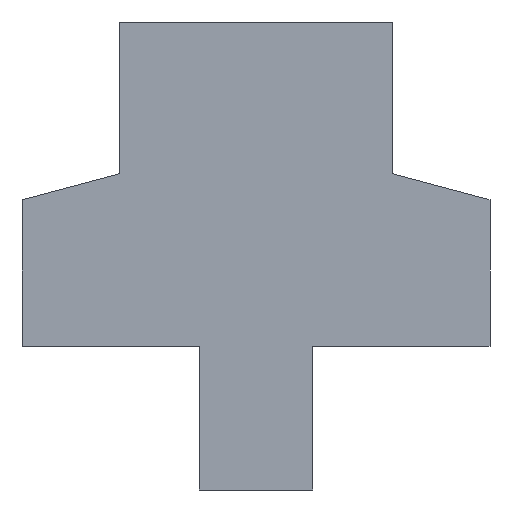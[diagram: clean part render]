
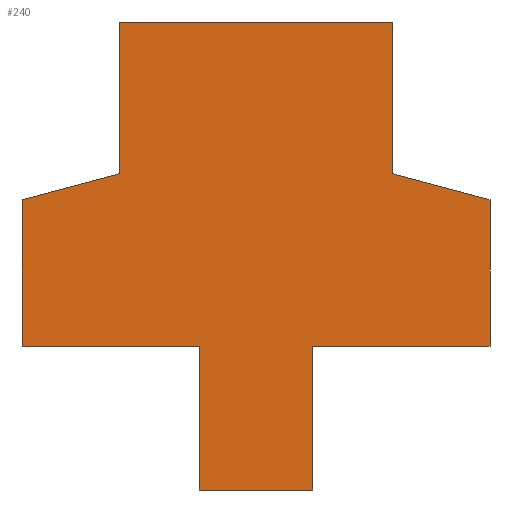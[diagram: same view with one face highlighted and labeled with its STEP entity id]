
A CAD part, left-side view. The second image highlights one B-rep face of the part: STEP entity #240.
In plain terms, the highlighted planar face has unit normal (-1, 0, 0).
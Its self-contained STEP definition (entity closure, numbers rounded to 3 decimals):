
#240 = ADVANCED_FACE( '', ( #588 ), #589, .F. );
#588 = FACE_OUTER_BOUND( '', #936, .T. );
#589 = PLANE( '', #937 );
#936 = EDGE_LOOP( '', ( #2313, #2314, #2315, #2316, #2317, #2318, #2319, #2320, #2321, #2322, #2323, #2324 ) );
#937 = AXIS2_PLACEMENT_3D( '', #2325, #2326, #2327 );
#2313 = ORIENTED_EDGE( '', *, *, #2742, .F. );
#2314 = ORIENTED_EDGE( '', *, *, #2760, .F. );
#2315 = ORIENTED_EDGE( '', *, *, #2762, .F. );
#2316 = ORIENTED_EDGE( '', *, *, #2763, .F. );
#2317 = ORIENTED_EDGE( '', *, *, #2745, .F. );
#2318 = ORIENTED_EDGE( '', *, *, #2765, .F. );
#2319 = ORIENTED_EDGE( '', *, *, #2767, .F. );
#2320 = ORIENTED_EDGE( '', *, *, #2768, .F. );
#2321 = ORIENTED_EDGE( '', *, *, #2757, .F. );
#2322 = ORIENTED_EDGE( '', *, *, #2770, .F. );
#2323 = ORIENTED_EDGE( '', *, *, #2772, .F. );
#2324 = ORIENTED_EDGE( '', *, *, #2773, .F. );
#2325 = CARTESIAN_POINT( '', ( 0., 0., 0. ) );
#2326 = DIRECTION( '', ( 1., 0., 0. ) );
#2327 = DIRECTION( '', ( 0., 0., -1. ) );
#2742 = EDGE_CURVE( '', #3466, #3468, #3469, .T. );
#2745 = EDGE_CURVE( '', #3473, #3474, #3475, .T. );
#2757 = EDGE_CURVE( '', #3492, #3494, #3495, .T. );
#2760 = EDGE_CURVE( '', #3497, #3466, #3499, .T. );
#2762 = EDGE_CURVE( '', #3500, #3497, #3502, .T. );
#2763 = EDGE_CURVE( '', #3474, #3500, #3503, .T. );
#2765 = EDGE_CURVE( '', #3504, #3473, #3506, .T. );
#2767 = EDGE_CURVE( '', #3507, #3504, #3509, .T. );
#2768 = EDGE_CURVE( '', #3494, #3507, #3510, .T. );
#2770 = EDGE_CURVE( '', #3511, #3492, #3513, .T. );
#2772 = EDGE_CURVE( '', #3514, #3511, #3516, .T. );
#2773 = EDGE_CURVE( '', #3468, #3514, #3517, .T. );
#3466 = VERTEX_POINT( '', #4585 );
#3468 = VERTEX_POINT( '', #4588 );
#3469 = LINE( '', #4589, #4590 );
#3473 = VERTEX_POINT( '', #4596 );
#3474 = VERTEX_POINT( '', #4597 );
#3475 = LINE( '', #4598, #4599 );
#3492 = VERTEX_POINT( '', #4626 );
#3494 = VERTEX_POINT( '', #4629 );
#3495 = LINE( '', #4630, #4631 );
#3497 = VERTEX_POINT( '', #4634 );
#3499 = LINE( '', #4637, #4638 );
#3500 = VERTEX_POINT( '', #4639 );
#3502 = LINE( '', #4642, #4643 );
#3503 = LINE( '', #4644, #4645 );
#3504 = VERTEX_POINT( '', #4646 );
#3506 = LINE( '', #4649, #4650 );
#3507 = VERTEX_POINT( '', #4651 );
#3509 = LINE( '', #4654, #4655 );
#3510 = LINE( '', #4656, #4657 );
#3511 = VERTEX_POINT( '', #4658 );
#3513 = LINE( '', #4661, #4662 );
#3514 = VERTEX_POINT( '', #4663 );
#3516 = LINE( '', #4666, #4667 );
#3517 = LINE( '', #4668, #4669 );
#4585 = CARTESIAN_POINT( '', ( 0., 22.35, 76.5 ) );
#4588 = CARTESIAN_POINT( '', ( 0., -22.35, 76.5 ) );
#4589 = CARTESIAN_POINT( '', ( 0., 22.35, 76.5 ) );
#4590 = VECTOR( '', #5160, 1. );
#4596 = CARTESIAN_POINT( '', ( 0., 9.3, 23.5 ) );
#4597 = CARTESIAN_POINT( '', ( 0., 38.25, 23.5 ) );
#4598 = CARTESIAN_POINT( '', ( 0., 9.3, 23.5 ) );
#4599 = VECTOR( '', #5163, 1. );
#4626 = CARTESIAN_POINT( '', ( 0., -38.25, 23.5 ) );
#4629 = CARTESIAN_POINT( '', ( 0., -9.3, 23.5 ) );
#4630 = CARTESIAN_POINT( '', ( 0., -38.25, 23.5 ) );
#4631 = VECTOR( '', #5175, 1. );
#4634 = CARTESIAN_POINT( '', ( 0., 22.35, 51.7 ) );
#4637 = CARTESIAN_POINT( '', ( 0., 22.35, 51.7 ) );
#4638 = VECTOR( '', #5178, 1. );
#4639 = CARTESIAN_POINT( '', ( 0., 38.25, 47.44 ) );
#4642 = CARTESIAN_POINT( '', ( 0., 38.25, 47.44 ) );
#4643 = VECTOR( '', #5180, 1. );
#4644 = CARTESIAN_POINT( '', ( 0., 38.25, 23.5 ) );
#4645 = VECTOR( '', #5181, 1. );
#4646 = CARTESIAN_POINT( '', ( 0., 9.3, 0. ) );
#4649 = CARTESIAN_POINT( '', ( 0., 9.3, 0. ) );
#4650 = VECTOR( '', #5183, 1. );
#4651 = CARTESIAN_POINT( '', ( 0., -9.3, 0. ) );
#4654 = CARTESIAN_POINT( '', ( 0., -9.3, 0. ) );
#4655 = VECTOR( '', #5185, 1. );
#4656 = CARTESIAN_POINT( '', ( 0., -9.3, 23.5 ) );
#4657 = VECTOR( '', #5186, 1. );
#4658 = CARTESIAN_POINT( '', ( 0., -38.25, 47.44 ) );
#4661 = CARTESIAN_POINT( '', ( 0., -38.25, 47.44 ) );
#4662 = VECTOR( '', #5188, 1. );
#4663 = CARTESIAN_POINT( '', ( 0., -22.35, 51.7 ) );
#4666 = CARTESIAN_POINT( '', ( 0., -22.35, 51.7 ) );
#4667 = VECTOR( '', #5190, 1. );
#4668 = CARTESIAN_POINT( '', ( 0., -22.35, 76.5 ) );
#4669 = VECTOR( '', #5191, 1. );
#5160 = DIRECTION( '', ( 0., -1., 0. ) );
#5163 = DIRECTION( '', ( 0., 1., 0. ) );
#5175 = DIRECTION( '', ( 0., 1., 0. ) );
#5178 = DIRECTION( '', ( 0., 0., 1. ) );
#5180 = DIRECTION( '', ( 0., -0.966, 0.259 ) );
#5181 = DIRECTION( '', ( 0., 0., 1. ) );
#5183 = DIRECTION( '', ( 0., 0., 1. ) );
#5185 = DIRECTION( '', ( 0., 1., 0. ) );
#5186 = DIRECTION( '', ( 0., 0., -1. ) );
#5188 = DIRECTION( '', ( 0., 0., -1. ) );
#5190 = DIRECTION( '', ( 0., -0.966, -0.259 ) );
#5191 = DIRECTION( '', ( 0., 0., -1. ) );
